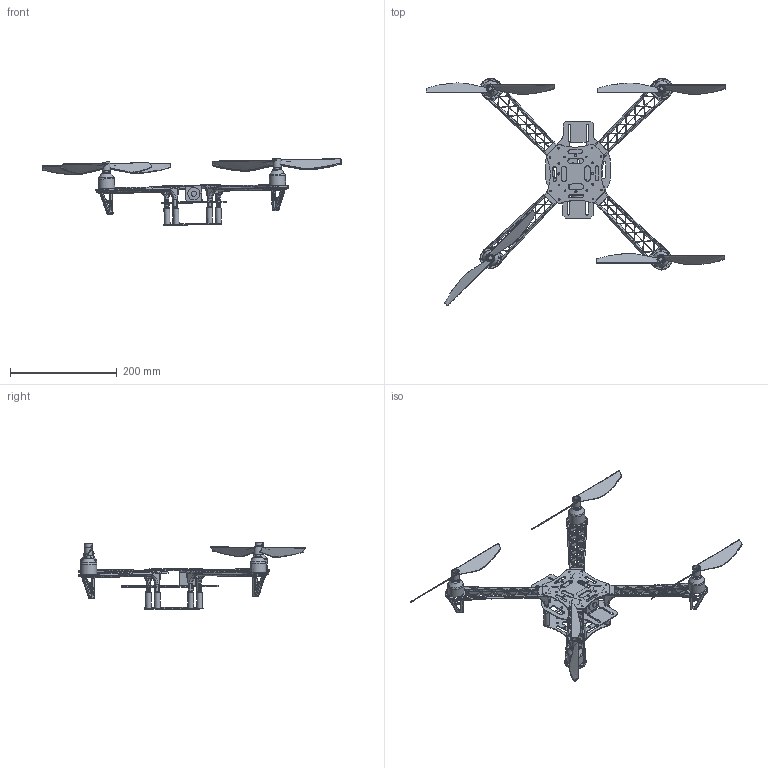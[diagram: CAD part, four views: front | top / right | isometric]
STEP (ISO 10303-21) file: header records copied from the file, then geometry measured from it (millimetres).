
FILE_DESCRIPTION(/* description */ ('STEP AP242','CAx-IF Rec.Pracs.---Representation and Presentation of Product Manufacturing Information (PMI)---4.0---2014-10-13','CAx-IF Rec.Pracs.---3D Tessellated Geometry---0.4---2014-09-14','2;1'),/* implementation_level */ '2;1');
FILE_NAME(/* name */ '68f994a7ba1442d6d6b0250f',/* time_stamp */ '2025-10-23T02:36:25Z',/* author */ (''),/* organization */ (''),/* preprocessor_version */ 'ST-DEVELOPER v20',/* originating_system */ 'ONSHAPE BY PTC INC, 1.205',/* authorisation */ ' ');
FILE_SCHEMA (('AP242_MANAGED_MODEL_BASED_3D_ENGINEERING_MIM_LF { 1 0 10303 442 1 1 4 }'));
Length unit declared in the file: metre
Products named in the file (19): main assembly; Part 1; propellor v7; base top v10; motor v3 (1) <1>; motor v3; Component1; Part 2; motor v3 (2) <1>; motor v3 (3) <1>; motor v3 <1>; drone v3 <1>; base bottom v9; arm v26
Assembly tree (38 placements, depth 3):
  main assembly
    Part 1  x8
    Part 1
    propellor v7  x4
    base top v10
    motor v3 (1) <1>
      motor v3
      Component1
    Part 2
    motor v3 (2) <1>
      motor v3
      Component1
    motor v3 (3) <1>
      Component1
      motor v3
    motor v3 <1>
      motor v3
      Component1
    drone v3 <1>
      base bottom v9
      arm v26  x4
      arm v26  x4
      base top v10
Bounding box: 561.33 x 427.5 x 125.41 mm (x, y, z)
Volume: 268257.3 mm3; surface area: 247941 mm2
Topology: 33 solids, 33 shells, 2219 faces, 6568 edges, 4208 vertices
Faces by surface type: plane 1065, cylinder 778, bspline 204, torus 148, sphere 20, cone 4
Full cylindrical faces by diameter (mm): 2.911 x2, 3 x38, 4 x14, 7 x4, 7.717 x12, 9 x12, 9.847 x1, 10 x12, 14.442 x4, 21.633 x4, 23.067 x1, 27.203 x4, 30 x4
Entity records: 29896 total; most frequent: CARTESIAN_POINT 10439, ORIENTED_EDGE 4042, DIRECTION 3748, EDGE_CURVE 2021, AXIS2_PLACEMENT_3D 1381, VERTEX_POINT 1356, LINE 986, VECTOR 986
